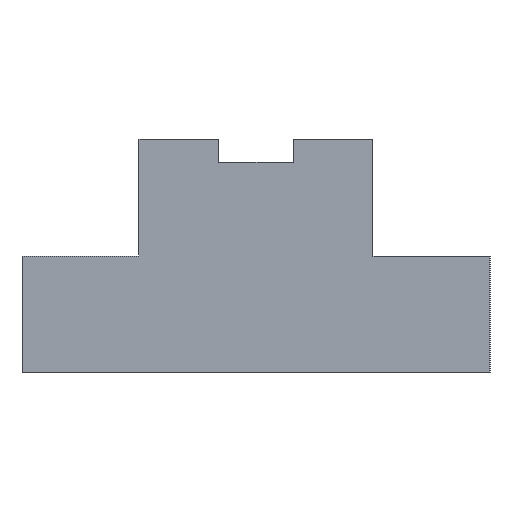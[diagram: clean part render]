
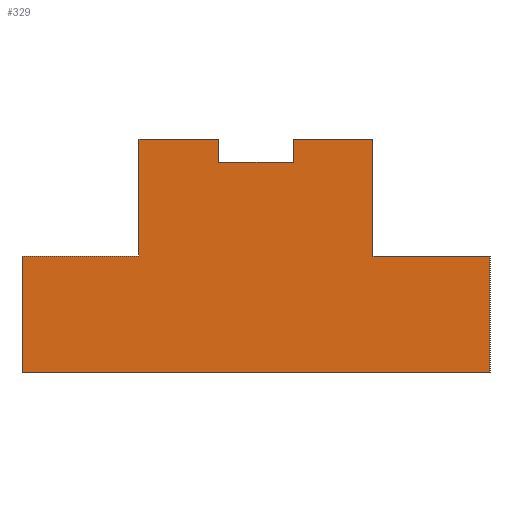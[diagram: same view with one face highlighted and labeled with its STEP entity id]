
A CAD part, left-side view. The second image highlights one B-rep face of the part: STEP entity #329.
In plain terms, the highlighted planar face has unit normal (-1, 0, 0).
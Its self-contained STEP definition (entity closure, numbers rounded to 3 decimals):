
#164=CARTESIAN_POINT('Vertex',(-20.,-1.6,5.)) ;
#167=CARTESIAN_POINT('Line Origine',(-20.,-3.3,5.)) ;
#171=CARTESIAN_POINT('Vertex',(-20.,-5.,5.)) ;
#204=CARTESIAN_POINT('Vertex',(-20.,-10.,-5.)) ;
#209=CARTESIAN_POINT('Line Origine',(-20.,0.,-5.)) ;
#213=CARTESIAN_POINT('Vertex',(-20.,10.,-5.)) ;
#244=CARTESIAN_POINT('Axis2P3D Location',(-20.,0.,0.)) ;
#249=CARTESIAN_POINT('Line Origine',(-20.,5.,2.5)) ;
#253=CARTESIAN_POINT('Vertex',(-20.,5.,0.)) ;
#255=CARTESIAN_POINT('Vertex',(-20.,5.,5.)) ;
#258=CARTESIAN_POINT('Line Origine',(-20.,7.5,0.)) ;
#262=CARTESIAN_POINT('Vertex',(-20.,10.,0.)) ;
#265=CARTESIAN_POINT('Line Origine',(-20.,10.,-2.5)) ;
#270=CARTESIAN_POINT('Line Origine',(-20.,-10.,-2.5)) ;
#274=CARTESIAN_POINT('Vertex',(-20.,-10.,0.)) ;
#277=CARTESIAN_POINT('Line Origine',(-20.,-7.5,0.)) ;
#281=CARTESIAN_POINT('Vertex',(-20.,-5.,0.)) ;
#284=CARTESIAN_POINT('Line Origine',(-20.,-5.,2.5)) ;
#289=CARTESIAN_POINT('Line Origine',(-20.,-1.6,4.5)) ;
#293=CARTESIAN_POINT('Vertex',(-20.,-1.6,4.)) ;
#296=CARTESIAN_POINT('Line Origine',(-20.,0.,4.)) ;
#300=CARTESIAN_POINT('Vertex',(-20.,1.6,4.)) ;
#303=CARTESIAN_POINT('Line Origine',(-20.,1.6,4.5)) ;
#307=CARTESIAN_POINT('Vertex',(-20.,1.6,5.)) ;
#310=CARTESIAN_POINT('Line Origine',(-20.,3.3,5.)) ;
#168=DIRECTION('Vector Direction',(0.,-1.,0.)) ;
#210=DIRECTION('Vector Direction',(0.,1.,0.)) ;
#245=DIRECTION('Axis2P3D Direction',(1.,0.,0.)) ;
#246=DIRECTION('Axis2P3D XDirection',(0.,1.,0.)) ;
#250=DIRECTION('Vector Direction',(0.,0.,1.)) ;
#259=DIRECTION('Vector Direction',(0.,-1.,0.)) ;
#266=DIRECTION('Vector Direction',(0.,0.,1.)) ;
#271=DIRECTION('Vector Direction',(0.,0.,-1.)) ;
#278=DIRECTION('Vector Direction',(0.,-1.,0.)) ;
#285=DIRECTION('Vector Direction',(0.,0.,-1.)) ;
#290=DIRECTION('Vector Direction',(0.,0.,-1.)) ;
#297=DIRECTION('Vector Direction',(0.,1.,0.)) ;
#304=DIRECTION('Vector Direction',(0.,0.,1.)) ;
#311=DIRECTION('Vector Direction',(0.,-1.,0.)) ;
#247=AXIS2_PLACEMENT_3D('Plane Axis2P3D',#244,#245,#246) ;
#316=ORIENTED_EDGE('',*,*,#257,.F.) ;
#317=ORIENTED_EDGE('',*,*,#264,.F.) ;
#318=ORIENTED_EDGE('',*,*,#269,.F.) ;
#319=ORIENTED_EDGE('',*,*,#215,.F.) ;
#320=ORIENTED_EDGE('',*,*,#276,.F.) ;
#321=ORIENTED_EDGE('',*,*,#283,.F.) ;
#322=ORIENTED_EDGE('',*,*,#288,.F.) ;
#323=ORIENTED_EDGE('',*,*,#173,.F.) ;
#324=ORIENTED_EDGE('',*,*,#295,.F.) ;
#325=ORIENTED_EDGE('',*,*,#302,.F.) ;
#326=ORIENTED_EDGE('',*,*,#309,.F.) ;
#327=ORIENTED_EDGE('',*,*,#314,.F.) ;
#169=VECTOR('Line Direction',#168,1.) ;
#211=VECTOR('Line Direction',#210,1.) ;
#251=VECTOR('Line Direction',#250,1.) ;
#260=VECTOR('Line Direction',#259,1.) ;
#267=VECTOR('Line Direction',#266,1.) ;
#272=VECTOR('Line Direction',#271,1.) ;
#279=VECTOR('Line Direction',#278,1.) ;
#286=VECTOR('Line Direction',#285,1.) ;
#291=VECTOR('Line Direction',#290,1.) ;
#298=VECTOR('Line Direction',#297,1.) ;
#305=VECTOR('Line Direction',#304,1.) ;
#312=VECTOR('Line Direction',#311,1.) ;
#329=ADVANCED_FACE('Corps principal',(#328),#248,.F.) ;
#173=EDGE_CURVE('',#165,#172,#170,.T.) ;
#215=EDGE_CURVE('',#205,#214,#212,.T.) ;
#257=EDGE_CURVE('',#254,#256,#252,.T.) ;
#264=EDGE_CURVE('',#263,#254,#261,.T.) ;
#269=EDGE_CURVE('',#214,#263,#268,.T.) ;
#276=EDGE_CURVE('',#275,#205,#273,.T.) ;
#283=EDGE_CURVE('',#282,#275,#280,.T.) ;
#288=EDGE_CURVE('',#172,#282,#287,.T.) ;
#295=EDGE_CURVE('',#294,#165,#292,.F.) ;
#302=EDGE_CURVE('',#301,#294,#299,.F.) ;
#309=EDGE_CURVE('',#308,#301,#306,.F.) ;
#314=EDGE_CURVE('',#256,#308,#313,.T.) ;
#315=EDGE_LOOP('',(#316,#317,#318,#319,#320,#321,#322,#323,#324,#325,#326,#327)) ;
#328=FACE_OUTER_BOUND('',#315,.T.) ;
#170=LINE('Line',#167,#169) ;
#212=LINE('Line',#209,#211) ;
#252=LINE('Line',#249,#251) ;
#261=LINE('Line',#258,#260) ;
#268=LINE('Line',#265,#267) ;
#273=LINE('Line',#270,#272) ;
#280=LINE('Line',#277,#279) ;
#287=LINE('Line',#284,#286) ;
#292=LINE('Line',#289,#291) ;
#299=LINE('Line',#296,#298) ;
#306=LINE('Line',#303,#305) ;
#313=LINE('Line',#310,#312) ;
#248=PLANE('',#247) ;
#165=VERTEX_POINT('',#164) ;
#172=VERTEX_POINT('',#171) ;
#205=VERTEX_POINT('',#204) ;
#214=VERTEX_POINT('',#213) ;
#254=VERTEX_POINT('',#253) ;
#256=VERTEX_POINT('',#255) ;
#263=VERTEX_POINT('',#262) ;
#275=VERTEX_POINT('',#274) ;
#282=VERTEX_POINT('',#281) ;
#294=VERTEX_POINT('',#293) ;
#301=VERTEX_POINT('',#300) ;
#308=VERTEX_POINT('',#307) ;
